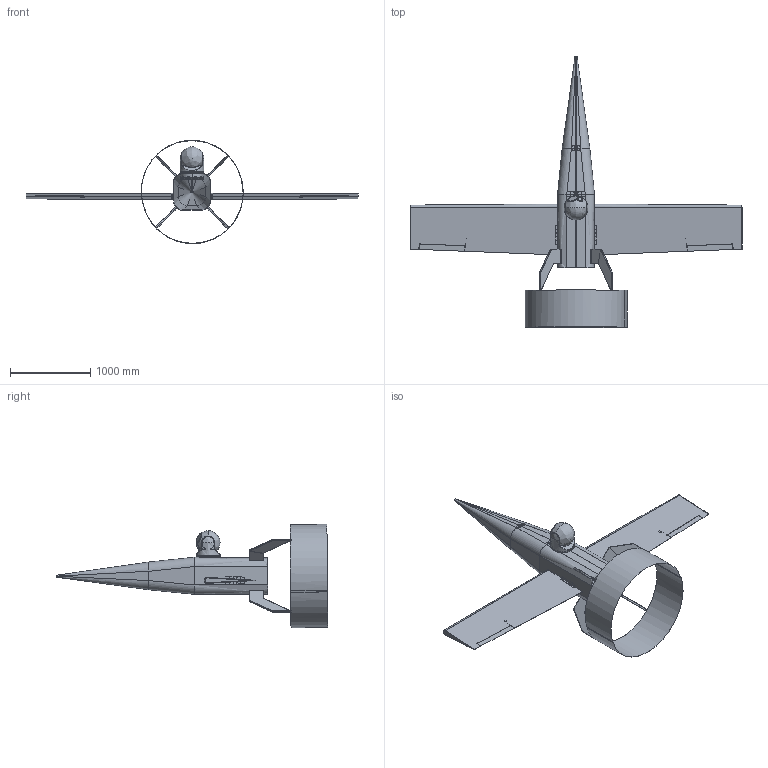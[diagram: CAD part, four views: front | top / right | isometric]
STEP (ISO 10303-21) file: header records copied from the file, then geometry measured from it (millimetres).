
FILE_DESCRIPTION(('FreeCAD Model'),'2;1');
FILE_NAME('Open CASCADE Shape Model','2025-04-26T09:59:34',('FreeCAD'),( 'FreeCAD'),'Open CASCADE STEP processor 7.6','FreeCAD','Unknown');
FILE_SCHEMA(('AUTOMOTIVE_DESIGN { 1 0 10303 214 1 1 1 1 }'));
Products named in the file (1): Open CASCADE STEP translator 7.6 1
Bounding box: 4128.95 x 3378.77 x 1285.97 mm (x, y, z)
Volume: 34579787.8 mm3; surface area: 21070422.1 mm2
Topology: 62 solids, 62 shells, 1812 faces, 4357 edges, 2672 vertices
Faces by surface type: bspline 1812
Entity records: 57489 total; most frequent: CARTESIAN_POINT 31756, ORIENTED_EDGE 8638, EDGE_CURVE 4319, B_SPLINE_CURVE_WITH_KNOTS 2878, VERTEX_POINT 2668, FACE_BOUND 2119, EDGE_LOOP 2119, ADVANCED_FACE 1812
